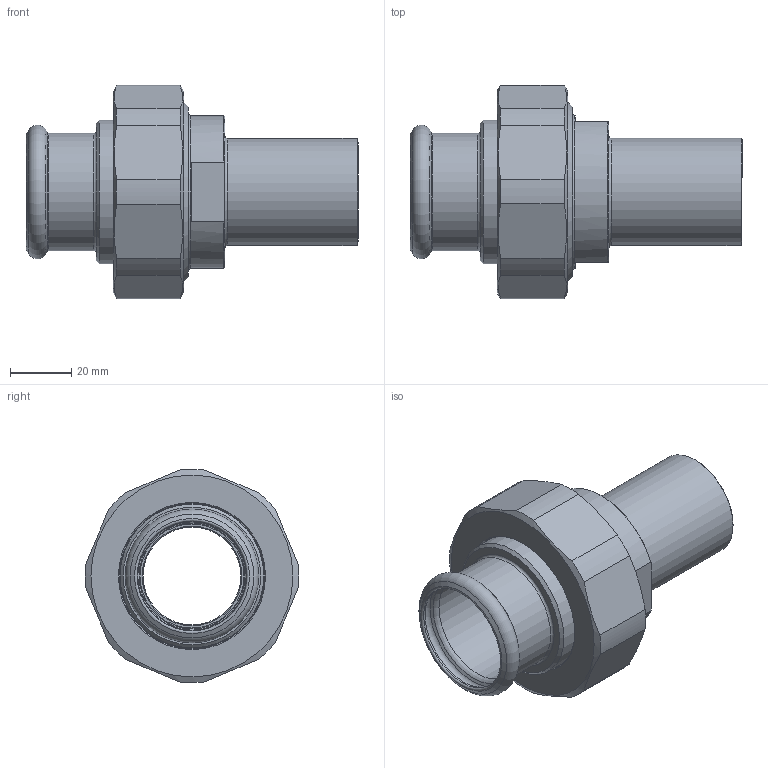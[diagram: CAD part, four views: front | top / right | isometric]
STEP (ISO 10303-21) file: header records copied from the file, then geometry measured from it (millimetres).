
FILE_DESCRIPTION(/* description */ (''),/* implementation_level */ '2;1');
FILE_NAME(/* name */ '3D_R666-PME-PG-35-DN50-35_1711304834.stp',/* time_stamp */ '2021-07-19T11:21:46+02:00',/* author */ ('cad'),/* organization */ (''),/* preprocessor_version */ 'ST-DEVELOPER v18.1',/* originating_system */ 'Autodesk Inventor 2022',/* authorisation */ '');
FILE_SCHEMA (('AUTOMOTIVE_DESIGN { 1 0 10303 214 3 1 1 }'));
Length unit declared in the file: millimetre
Products named in the file (4): 3D_R666-PME-PG-35-DN50-35_1711304834; 3D_R666-M-DN50_17113960; 3D_R666-PG-35-DN50_17113687; 3D_R666-PME-35-DN50_171134950
Assembly tree (3 placements, depth 2):
  3D_R666-PME-PG-35-DN50-35_1711304834
    3D_R666-M-DN50_17113960
    3D_R666-PG-35-DN50_17113687
    3D_R666-PME-35-DN50_171134950
Bounding box: 108.5 x 69.68 x 69.65 mm (x, y, z)
Volume: 93581.3 mm3; surface area: 44373.3 mm2
Topology: 3 solids, 3 shells, 76 faces, 181 edges, 116 vertices
Faces by surface type: plane 23, cone 21, cylinder 21, torus 11
Full cylindrical faces by diameter (mm): 32 x1, 34 x1, 35 x1, 35.4 x1, 35.8 x1, 38.4 x1, 47 x1, 47.5 x1, 50 x1, 54.5 x1, 56.656 x1, 59.5 x1, 60 x1
Entity records: 2382 total; most frequent: DIRECTION 432, CARTESIAN_POINT 420, ORIENTED_EDGE 362, AXIS2_PLACEMENT_3D 188, EDGE_CURVE 181, VERTEX_POINT 116, CIRCLE 105, EDGE_LOOP 87
